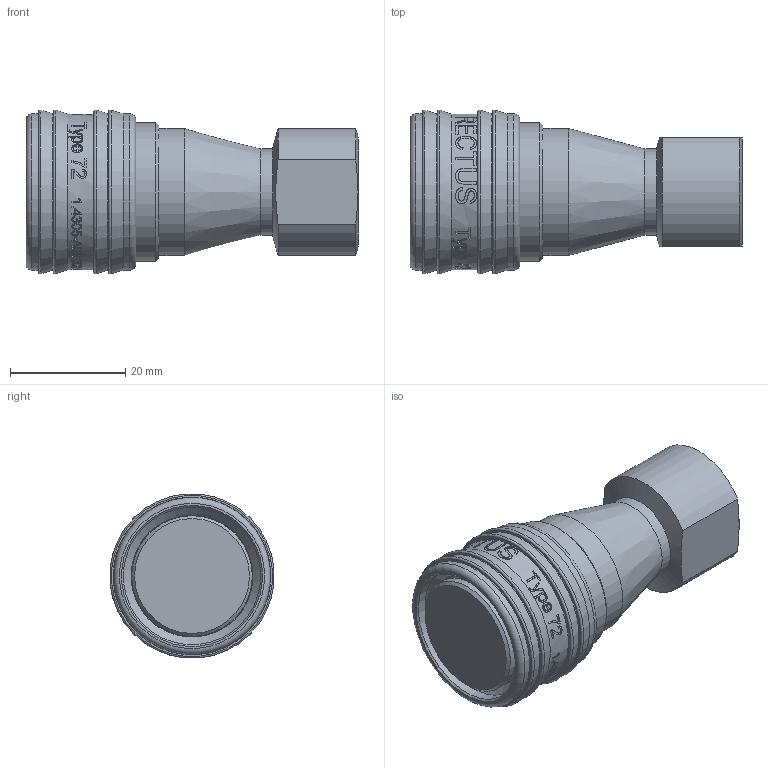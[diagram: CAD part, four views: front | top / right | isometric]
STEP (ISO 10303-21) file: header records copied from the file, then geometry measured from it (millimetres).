
FILE_DESCRIPTION((''),'2;1');
FILE_NAME('72kbiw13rvx.stp','2014-05-09T07:02:32',('IA176480'),(''),'Autodesk Inventor 2013','Autodesk Inventor 2013','');
FILE_SCHEMA(('AUTOMOTIVE_DESIGN { 1 0 10303 214 1 1 1 1 }'));
Length unit declared in the file: millimetre
Products named in the file (1): D110472
Bounding box: 57.5 x 28.39 x 28.39 mm (x, y, z)
Volume: 20656.2 mm3; surface area: 9196.8 mm2
Topology: 3 solids, 3 shells, 621 faces, 1625 edges, 1074 vertices
Faces by surface type: bspline 324, plane 186, cylinder 76, cone 23, torus 12
Full cylindrical faces by diameter (mm): 11.445 x1, 14.9 x1, 20.9 x2, 21.15 x1, 22 x1, 23.8 x1, 24 x1, 24.5 x1, 27 x1, 27.15 x2
Entity records: 93975 total; most frequent: CARTESIAN_POINT 80773, ORIENTED_EDGE 3136, EDGE_CURVE 1568, DIRECTION 1479, VERTEX_POINT 1064, B_SPLINE_CURVE_WITH_KNOTS 829, EDGE_LOOP 734, FACE_OUTER_BOUND 620
